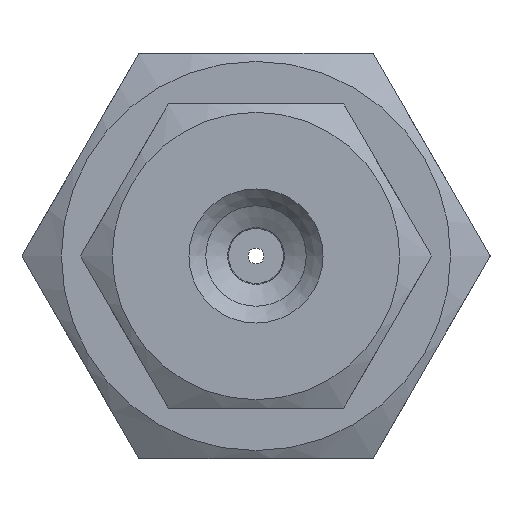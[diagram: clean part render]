
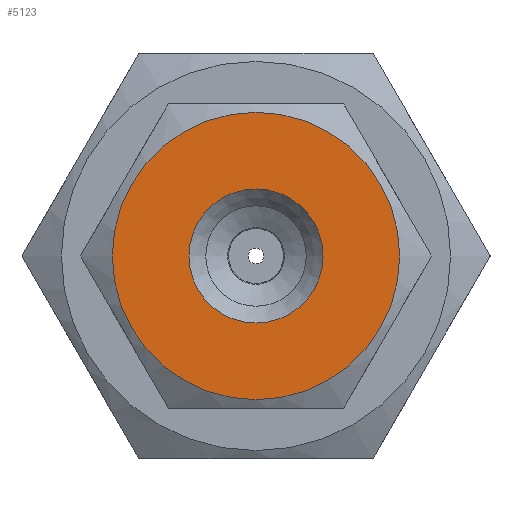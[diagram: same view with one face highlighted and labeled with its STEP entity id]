
A CAD part, left-side view. The second image highlights one B-rep face of the part: STEP entity #5123.
In plain terms, the highlighted planar face has unit normal (-1, 0, 0).
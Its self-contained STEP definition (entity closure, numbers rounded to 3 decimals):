
#4923=CARTESIAN_POINT('',(0.,2.25,0.));
#4924=VERTEX_POINT('',#4923);
#4925=CARTESIAN_POINT('',(0.,0.,0.0));
#4926=DIRECTION('',(1.0,0.0,0.0));
#4927=DIRECTION('',(0.0,-1.0,0.0));
#4928=AXIS2_PLACEMENT_3D('',#4925,#4926,#4927);
#4929=CIRCLE('',#4928,2.25);
#4930=EDGE_CURVE('',#4924,#4924,#4929,.T.);
#5012=CARTESIAN_POINT('',(0.,-1.05,0.0));
#5013=VERTEX_POINT('',#5012);
#5014=CARTESIAN_POINT('',(0.,0.,0.0));
#5015=DIRECTION('',(1.0,0.0,0.0));
#5016=DIRECTION('',(0.0,-1.0,0.0));
#5017=AXIS2_PLACEMENT_3D('',#5014,#5015,#5016);
#5018=CIRCLE('',#5017,1.05);
#5019=EDGE_CURVE('',#5013,#5013,#5018,.T.);
#5112=CARTESIAN_POINT('',(0.0,1.375,0.0));
#5113=DIRECTION('',(-1.0,0.0,0.0));
#5114=DIRECTION('',(0.0,0.0,1.0));
#5115=AXIS2_PLACEMENT_3D('',#5112,#5113,#5114);
#5116=PLANE('',#5115);
#5117=ORIENTED_EDGE('',*,*,#4930,.F.);
#5118=EDGE_LOOP('',(#5117));
#5119=FACE_OUTER_BOUND('',#5118,.T.);
#5120=ORIENTED_EDGE('',*,*,#5019,.T.);
#5121=EDGE_LOOP('',(#5120));
#5122=FACE_BOUND('',#5121,.T.);
#5123=ADVANCED_FACE('',(#5119,#5122),#5116,.T.);
